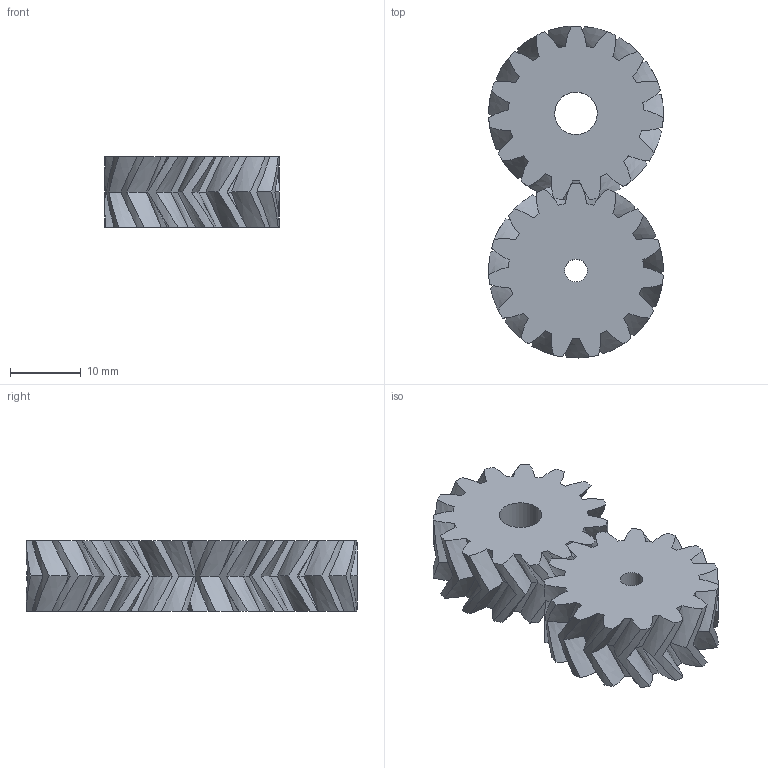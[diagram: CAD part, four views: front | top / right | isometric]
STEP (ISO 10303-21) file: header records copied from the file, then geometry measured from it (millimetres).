
FILE_DESCRIPTION(/* description */ (''),/* implementation_level */ '2;1');
FILE_NAME(/* name */ 'Spur Gears1.iam.step',/* time_stamp */ '2024-02-28T22:22:32-06:00',/* author */ ('smz3rm'),/* organization */ (''),/* preprocessor_version */ 'ST-DEVELOPER v18',/* originating_system */ 'Autodesk Inventor 2020',/* authorisation */ '');
FILE_SCHEMA (('AUTOMOTIVE_DESIGN { 1 0 10303 214 3 1 1 }'));
Length unit declared in the file: millimetre
Products named in the file (3): Spur Gears; Spur Gear1; Spur Gear2
Assembly tree (2 placements, depth 2):
  Spur Gears
    Spur Gear1
    Spur Gear2
Bounding box: 24.66 x 46.86 x 10 mm (x, y, z)
Volume: 7144.6 mm3; surface area: 4719.5 mm2
Topology: 2 solids, 2 shells, 224 faces, 598 edges, 382 vertices
Faces by surface type: bspline 180, cylinder 36, plane 8
Full cylindrical faces by diameter (mm): 3 x4, 3.2 x1, 6 x1
Entity records: 9696 total; most frequent: CARTESIAN_POINT 5499, ORIENTED_EDGE 1196, EDGE_CURVE 598, B_SPLINE_CURVE_WITH_KNOTS 510, VERTEX_POINT 382, DIRECTION 268, EDGE_LOOP 232, FACE_OUTER_BOUND 224
